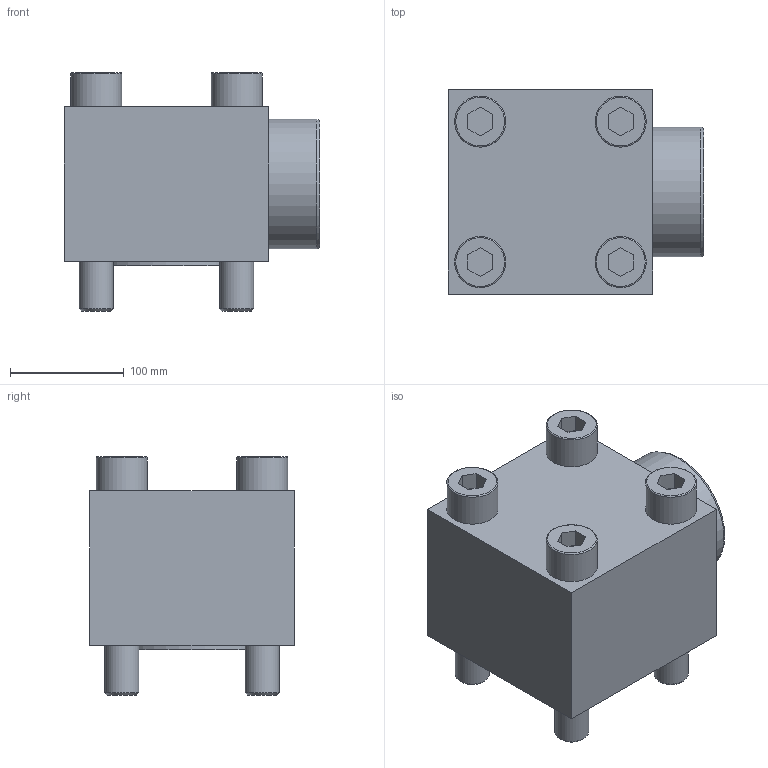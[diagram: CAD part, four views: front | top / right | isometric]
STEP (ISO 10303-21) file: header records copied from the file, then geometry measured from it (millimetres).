
FILE_DESCRIPTION(/* description */ ('STEP AP203'),/* implementation_level */ '2;1');
FILE_NAME(/* name */ 'Elbow Flange WFA 80-4-114.3x17.5-01',/* time_stamp */ '2025-01-07T11:59:09+01:00',/* author */ ('License CC BY-ND 4.0'),/* organization */ ('CADENAS'),/* preprocessor_version */ 'ST-DEVELOPER v19.3',/* originating_system */ 'PARTsolutions',/* authorisation */ ' ');
FILE_SCHEMA (('CONFIG_CONTROL_DESIGN'));
Length unit declared in the file: millimetre
Products named in the file (1): Winkelflansch WFA 80-4-114.3x17.5-01
Bounding box: 225 x 180 x 210 mm (x, y, z)
Volume: 4237680.9 mm3; surface area: 260396.3 mm2
Topology: 1 solids, 3 shells, 78 faces, 175 edges, 116 vertices
Faces by surface type: plane 48, cylinder 17, torus 7, cone 5, sphere 1
Full cylindrical faces by diameter (mm): 30 x4, 45 x4, 76 x1, 79.3 x1, 79.5 x1, 92.5 x2, 103.16 x2, 114.3 x1, 135 x1
Entity records: 1949 total; most frequent: CARTESIAN_POINT 340, DIRECTION 332, ORIENTED_EDGE 260, EDGE_CURVE 130, EDGE_LOOP 127, FACE_BOUND 127, AXIS2_PLACEMENT_3D 124, VERTEX_POINT 101
